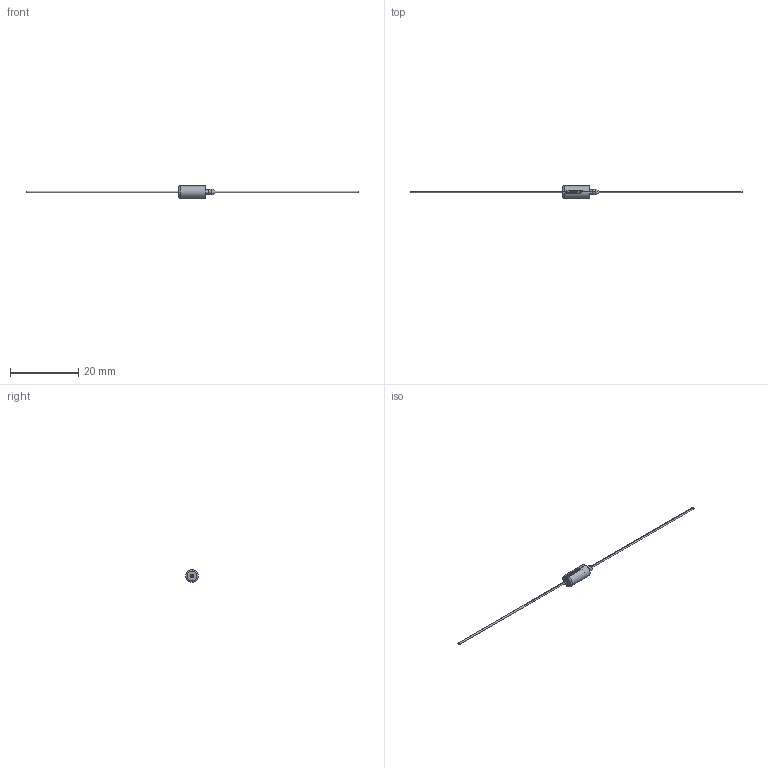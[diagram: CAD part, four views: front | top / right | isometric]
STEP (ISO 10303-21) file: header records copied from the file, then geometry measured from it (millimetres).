
FILE_DESCRIPTION (( 'STEP AP214' ), '1' );
FILE_NAME ('CTAM_AHTWG_D3.68L8.05L210.72LL44.45F0.56G4.25.STEP', '2019-08-21T20:18:00', ( '' ), ( '' ), 'SwSTEP 2.0', 'SolidWorks 2014', '' );
FILE_SCHEMA (( 'AUTOMOTIVE_DESIGN' ));
Length unit declared in the file: millimetre
Products named in the file (1): CTAM_AHTWG_D3.68L8.05L210.72LL44.45F0.56G4.25
Bounding box: 96.95 x 3.68 x 3.68 mm (x, y, z)
Volume: 94.4 mm3; surface area: 302.2 mm2
Topology: 1 solids, 1 shells, 99 faces, 267 edges, 176 vertices
Faces by surface type: bspline 31, cylinder 30, plane 30, cone 6, torus 2
Entity records: 4095 total; most frequent: CARTESIAN_POINT 1145, ORIENTED_EDGE 534, DIRECTION 292, EDGE_CURVE 267, VERTEX_POINT 176, B_SPLINE_CURVE_WITH_KNOTS 149, EDGE_LOOP 105, AXIS2_PLACEMENT_3D 105
